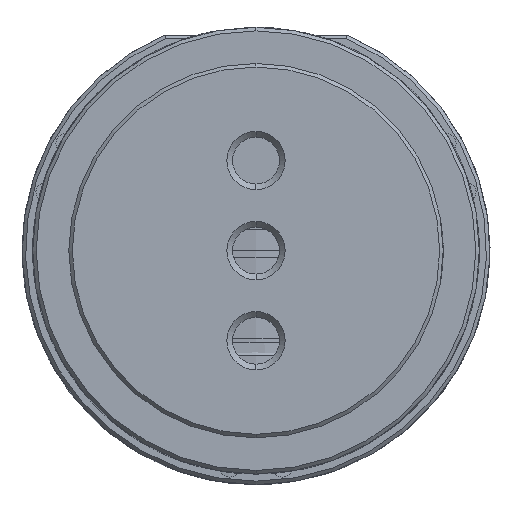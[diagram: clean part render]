
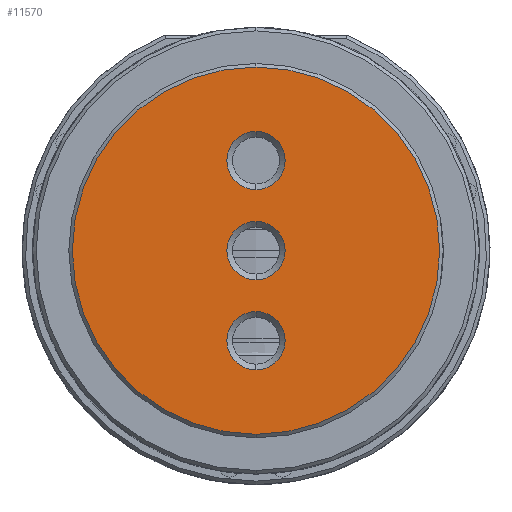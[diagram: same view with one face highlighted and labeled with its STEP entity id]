
A CAD part, front view. The second image highlights one B-rep face of the part: STEP entity #11570.
In plain terms, the highlighted planar face has unit normal (0, -1, 0).
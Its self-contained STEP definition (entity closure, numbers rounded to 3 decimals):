
#219 = EDGE_CURVE ( 'NONE', #44889, #37676, #30781, .T. ) ;
#765 = CARTESIAN_POINT ( 'NONE',  ( 0., -18.925, 4.295 ) ) ;
#807 = DIRECTION ( 'NONE',  ( 0., 0., -1. ) ) ;
#999 = DIRECTION ( 'NONE',  ( 0., 0., -1. ) ) ;
#2016 = CIRCLE ( 'NONE', #41849, 2.055 ) ;
#3608 = PLANE ( 'NONE',  #27212 ) ;
#3642 = ORIENTED_EDGE ( 'NONE', *, *, #39402, .F. ) ;
#4004 = DIRECTION ( 'NONE',  ( 0., 0., -1. ) ) ;
#5567 = CARTESIAN_POINT ( 'NONE',  ( 0., -18.925, 2.055 ) ) ;
#7312 = DIRECTION ( 'NONE',  ( 0., -1., 0. ) ) ;
#7581 = FACE_BOUND ( 'NONE', #11826, .T. ) ;
#8369 = CARTESIAN_POINT ( 'NONE',  ( -13.208, -18.925, 0. ) ) ;
#8697 = VERTEX_POINT ( 'NONE', #48134 ) ;
#8701 = AXIS2_PLACEMENT_3D ( 'NONE', #21959, #13997, #30197 ) ;
#8946 = CARTESIAN_POINT ( 'NONE',  ( 0., -18.925, 0. ) ) ;
#11473 = ORIENTED_EDGE ( 'NONE', *, *, #15984, .F. ) ;
#11570 = ADVANCED_FACE ( 'NONE', ( #12351, #15288, #47681, #7581 ), #3608, .T. ) ;
#11826 = EDGE_LOOP ( 'NONE', ( #34323, #45612 ) ) ;
#11915 = AXIS2_PLACEMENT_3D ( 'NONE', #16014, #16527, #28765 ) ;
#12001 = CIRCLE ( 'NONE', #22173, 12.948 ) ;
#12351 = FACE_OUTER_BOUND ( 'NONE', #21059, .T. ) ;
#12637 = DIRECTION ( 'NONE',  ( 0., 0., -1. ) ) ;
#13813 = VERTEX_POINT ( 'NONE', #5567 ) ;
#13997 = DIRECTION ( 'NONE',  ( 0., -1., 0. ) ) ;
#15288 = FACE_BOUND ( 'NONE', #31292, .T. ) ;
#15646 = DIRECTION ( 'NONE',  ( 0., -1., 0. ) ) ;
#15984 = EDGE_CURVE ( 'NONE', #22612, #13813, #31617, .T. ) ;
#16014 = CARTESIAN_POINT ( 'NONE',  ( 0., -18.925, 0. ) ) ;
#16527 = DIRECTION ( 'NONE',  ( 0., -1., 0. ) ) ;
#16707 = DIRECTION ( 'NONE',  ( 0., -1., 0. ) ) ;
#16831 = CARTESIAN_POINT ( 'NONE',  ( 0., -18.925, -6.35 ) ) ;
#21059 = EDGE_LOOP ( 'NONE', ( #29745, #44876 ) ) ;
#21959 = CARTESIAN_POINT ( 'NONE',  ( 0., -18.925, 0. ) ) ;
#22100 = CIRCLE ( 'NONE', #11915, 12.948 ) ;
#22173 = AXIS2_PLACEMENT_3D ( 'NONE', #37179, #16707, #807 ) ;
#22349 = EDGE_CURVE ( 'NONE', #8697, #29701, #29603, .T. ) ;
#22356 = DIRECTION ( 'NONE',  ( 0., -1., 0. ) ) ;
#22612 = VERTEX_POINT ( 'NONE', #52532 ) ;
#23850 = CARTESIAN_POINT ( 'NONE',  ( 0., -18.925, 12.948 ) ) ;
#25143 = DIRECTION ( 'NONE',  ( 0., -1., 0. ) ) ;
#25566 = ORIENTED_EDGE ( 'NONE', *, *, #36974, .F. ) ;
#25973 = CIRCLE ( 'NONE', #32779, 2.055 ) ;
#27212 = AXIS2_PLACEMENT_3D ( 'NONE', #8369, #7312, #40241 ) ;
#28476 = AXIS2_PLACEMENT_3D ( 'NONE', #16831, #39518, #33054 ) ;
#28765 = DIRECTION ( 'NONE',  ( 0., 0., -1. ) ) ;
#29603 = CIRCLE ( 'NONE', #31311, 2.055 ) ;
#29701 = VERTEX_POINT ( 'NONE', #765 ) ;
#29745 = ORIENTED_EDGE ( 'NONE', *, *, #49215, .T. ) ;
#30197 = DIRECTION ( 'NONE',  ( 0., 0., -1. ) ) ;
#30401 = EDGE_CURVE ( 'NONE', #29701, #8697, #2016, .T. ) ;
#30781 = CIRCLE ( 'NONE', #42747, 2.055 ) ;
#31292 = EDGE_LOOP ( 'NONE', ( #11473, #3642 ) ) ;
#31311 = AXIS2_PLACEMENT_3D ( 'NONE', #43827, #40376, #4004 ) ;
#31617 = CIRCLE ( 'NONE', #8701, 2.055 ) ;
#31852 = DIRECTION ( 'NONE',  ( 0., 0., -1. ) ) ;
#32162 = CARTESIAN_POINT ( 'NONE',  ( 0., -18.925, -4.295 ) ) ;
#32779 = AXIS2_PLACEMENT_3D ( 'NONE', #8946, #25143, #999 ) ;
#33054 = DIRECTION ( 'NONE',  ( 0., 0., -1. ) ) ;
#33231 = CARTESIAN_POINT ( 'NONE',  ( 0., -18.925, -12.948 ) ) ;
#33447 = CARTESIAN_POINT ( 'NONE',  ( 0., -18.925, -8.405 ) ) ;
#34323 = ORIENTED_EDGE ( 'NONE', *, *, #30401, .F. ) ;
#36974 = EDGE_CURVE ( 'NONE', #37676, #44889, #42861, .T. ) ;
#37179 = CARTESIAN_POINT ( 'NONE',  ( 0., -18.925, 0. ) ) ;
#37676 = VERTEX_POINT ( 'NONE', #33447 ) ;
#39402 = EDGE_CURVE ( 'NONE', #13813, #22612, #25973, .T. ) ;
#39518 = DIRECTION ( 'NONE',  ( 0., -1., 0. ) ) ;
#40241 = DIRECTION ( 'NONE',  ( 0., 0., 1. ) ) ;
#40376 = DIRECTION ( 'NONE',  ( 0., -1., 0. ) ) ;
#41849 = AXIS2_PLACEMENT_3D ( 'NONE', #44323, #15646, #31852 ) ;
#42223 = VERTEX_POINT ( 'NONE', #33231 ) ;
#42747 = AXIS2_PLACEMENT_3D ( 'NONE', #49286, #22356, #12637 ) ;
#42861 = CIRCLE ( 'NONE', #28476, 2.055 ) ;
#43827 = CARTESIAN_POINT ( 'NONE',  ( 0., -18.925, 6.35 ) ) ;
#44323 = CARTESIAN_POINT ( 'NONE',  ( 0., -18.925, 6.35 ) ) ;
#44876 = ORIENTED_EDGE ( 'NONE', *, *, #51903, .T. ) ;
#44889 = VERTEX_POINT ( 'NONE', #32162 ) ;
#45612 = ORIENTED_EDGE ( 'NONE', *, *, #22349, .F. ) ;
#47681 = FACE_BOUND ( 'NONE', #48216, .T. ) ;
#48134 = CARTESIAN_POINT ( 'NONE',  ( 0., -18.925, 8.405 ) ) ;
#48216 = EDGE_LOOP ( 'NONE', ( #25566, #51796 ) ) ;
#49215 = EDGE_CURVE ( 'NONE', #52172, #42223, #22100, .T. ) ;
#49286 = CARTESIAN_POINT ( 'NONE',  ( 0., -18.925, -6.35 ) ) ;
#51796 = ORIENTED_EDGE ( 'NONE', *, *, #219, .F. ) ;
#51903 = EDGE_CURVE ( 'NONE', #42223, #52172, #12001, .T. ) ;
#52172 = VERTEX_POINT ( 'NONE', #23850 ) ;
#52532 = CARTESIAN_POINT ( 'NONE',  ( 0., -18.925, -2.055 ) ) ;
